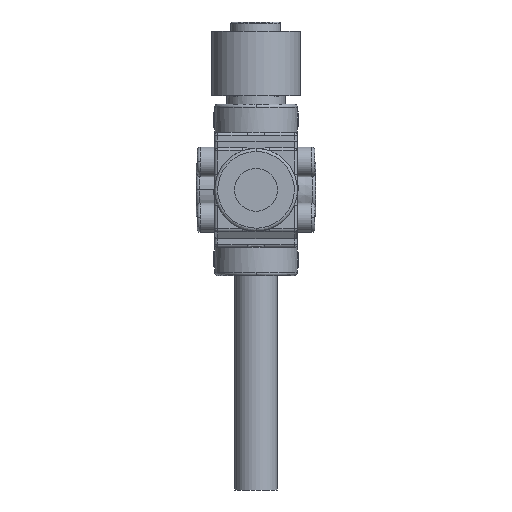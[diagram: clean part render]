
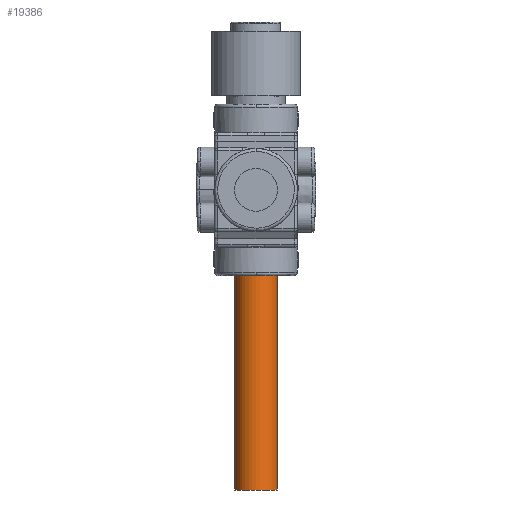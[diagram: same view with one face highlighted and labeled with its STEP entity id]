
A CAD part, front view. The second image highlights one B-rep face of the part: STEP entity #19386.
In plain terms, the highlighted cylindrical face has radius 3.5 mm (diameter 7 mm), a partial arc.
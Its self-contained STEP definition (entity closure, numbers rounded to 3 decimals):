
#1000 = VERTEX_POINT ( 'NONE', #42188 ) ;
#1321 = DIRECTION ( 'NONE',  ( 0., 0., -1. ) ) ;
#1340 = DIRECTION ( 'NONE',  ( 0., 0., 1. ) ) ;
#4704 = CIRCLE ( 'NONE', #40659, 3.5 ) ;
#5183 = EDGE_CURVE ( 'NONE', #42555, #1000, #53101, .T. ) ;
#5623 = DIRECTION ( 'NONE',  ( -1., 0., 0. ) ) ;
#5709 = DIRECTION ( 'NONE',  ( 0., 0., -1. ) ) ;
#5810 = CARTESIAN_POINT ( 'NONE',  ( -16.985, -70.533, -7.129 ) ) ;
#6499 = FACE_OUTER_BOUND ( 'NONE', #68975, .T. ) ;
#14927 = VERTEX_POINT ( 'NONE', #34121 ) ;
#17796 = CYLINDRICAL_SURFACE ( 'NONE', #49670, 3.5 ) ;
#19386 = ADVANCED_FACE ( 'NONE', ( #6499 ), #17796, .T. ) ;
#21050 = ORIENTED_EDGE ( 'NONE', *, *, #80991, .F. ) ;
#22934 = VECTOR ( 'NONE', #1321, 1000. ) ;
#29815 = AXIS2_PLACEMENT_3D ( 'NONE', #5810, #5709, #5623 ) ;
#34121 = CARTESIAN_POINT ( 'NONE',  ( -13.485, -70.533, -47.129 ) ) ;
#36554 = CARTESIAN_POINT ( 'NONE',  ( -20.485, -70.533, -47.129 ) ) ;
#40659 = AXIS2_PLACEMENT_3D ( 'NONE', #40932, #1340, #47497 ) ;
#40913 = CARTESIAN_POINT ( 'NONE',  ( -13.485, -70.533, -7.129 ) ) ;
#40932 = CARTESIAN_POINT ( 'NONE',  ( -16.985, -70.533, -47.129 ) ) ;
#42188 = CARTESIAN_POINT ( 'NONE',  ( -20.485, -70.533, -7.129 ) ) ;
#42555 = VERTEX_POINT ( 'NONE', #63024 ) ;
#47497 = DIRECTION ( 'NONE',  ( -1., 0., 0. ) ) ;
#48529 = EDGE_CURVE ( 'NONE', #79226, #14927, #4704, .T. ) ;
#49670 = AXIS2_PLACEMENT_3D ( 'NONE', #65209, #64357, #65779 ) ;
#52371 = DIRECTION ( 'NONE',  ( 0., 0., -1. ) ) ;
#53101 = CIRCLE ( 'NONE', #29815, 3.5 ) ;
#57104 = ORIENTED_EDGE ( 'NONE', *, *, #66709, .T. ) ;
#62620 = VECTOR ( 'NONE', #52371, 1000. ) ;
#63024 = CARTESIAN_POINT ( 'NONE',  ( -13.485, -70.533, -7.129 ) ) ;
#64357 = DIRECTION ( 'NONE',  ( 0., 0., -1. ) ) ;
#65209 = CARTESIAN_POINT ( 'NONE',  ( -16.985, -70.533, -7.129 ) ) ;
#65779 = DIRECTION ( 'NONE',  ( -1., 0., 0. ) ) ;
#66709 = EDGE_CURVE ( 'NONE', #1000, #79226, #79954, .T. ) ;
#68975 = EDGE_LOOP ( 'NONE', ( #21050, #85244, #57104, #78004 ) ) ;
#73257 = LINE ( 'NONE', #40913, #22934 ) ;
#78004 = ORIENTED_EDGE ( 'NONE', *, *, #48529, .T. ) ;
#78418 = CARTESIAN_POINT ( 'NONE',  ( -20.485, -70.533, -7.129 ) ) ;
#79226 = VERTEX_POINT ( 'NONE', #36554 ) ;
#79954 = LINE ( 'NONE', #78418, #62620 ) ;
#80991 = EDGE_CURVE ( 'NONE', #42555, #14927, #73257, .T. ) ;
#85244 = ORIENTED_EDGE ( 'NONE', *, *, #5183, .T. ) ;
